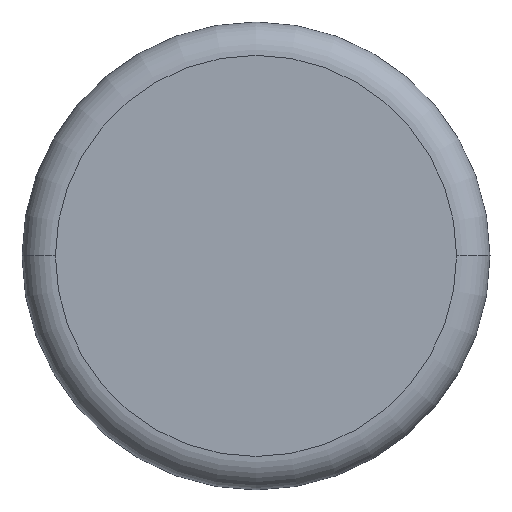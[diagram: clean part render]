
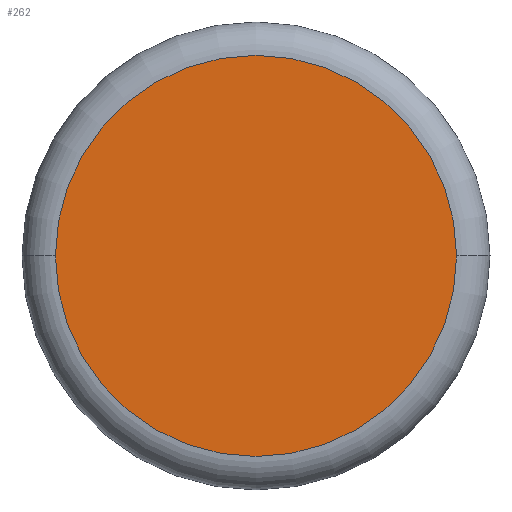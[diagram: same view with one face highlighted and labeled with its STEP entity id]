
A CAD part, top view. The second image highlights one B-rep face of the part: STEP entity #262.
In plain terms, the highlighted planar face has unit normal (0, 0, 1).
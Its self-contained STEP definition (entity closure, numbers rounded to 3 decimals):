
#7 = AXIS2_PLACEMENT_3D ( 'NONE', #293, #200, #260 ) ;
#36 = EDGE_LOOP ( 'NONE', ( #133, #190 ) ) ;
#46 = EDGE_CURVE ( 'NONE', #282, #103, #56, .T. ) ;
#56 = CIRCLE ( 'NONE', #154, 30. ) ;
#77 = EDGE_CURVE ( 'NONE', #103, #282, #168, .T. ) ;
#89 = CARTESIAN_POINT ( 'NONE',  ( 0., 0., 75. ) ) ;
#92 = CARTESIAN_POINT ( 'NONE',  ( 30., 0., 75. ) ) ;
#99 = AXIS2_PLACEMENT_3D ( 'NONE', #285, #137, #124 ) ;
#103 = VERTEX_POINT ( 'NONE', #92 ) ;
#113 = DIRECTION ( 'NONE',  ( 0., 0., -1. ) ) ;
#117 = DIRECTION ( 'NONE',  ( -1., 0., 0. ) ) ;
#124 = DIRECTION ( 'NONE',  ( 1., 0., 0. ) ) ;
#133 = ORIENTED_EDGE ( 'NONE', *, *, #46, .F. ) ;
#137 = DIRECTION ( 'NONE',  ( 0., 0., 1. ) ) ;
#140 = CARTESIAN_POINT ( 'NONE',  ( -30., 0., 75. ) ) ;
#154 = AXIS2_PLACEMENT_3D ( 'NONE', #89, #113, #117 ) ;
#168 = CIRCLE ( 'NONE', #7, 30. ) ;
#181 = FACE_OUTER_BOUND ( 'NONE', #36, .T. ) ;
#190 = ORIENTED_EDGE ( 'NONE', *, *, #77, .F. ) ;
#200 = DIRECTION ( 'NONE',  ( 0., 0., -1. ) ) ;
#233 = PLANE ( 'NONE',  #99 ) ;
#260 = DIRECTION ( 'NONE',  ( -1., 0., 0. ) ) ;
#262 = ADVANCED_FACE ( 'NONE', ( #181 ), #233, .T. ) ;
#282 = VERTEX_POINT ( 'NONE', #140 ) ;
#285 = CARTESIAN_POINT ( 'NONE',  ( 0., 0., 75. ) ) ;
#293 = CARTESIAN_POINT ( 'NONE',  ( 0., 0., 75. ) ) ;
